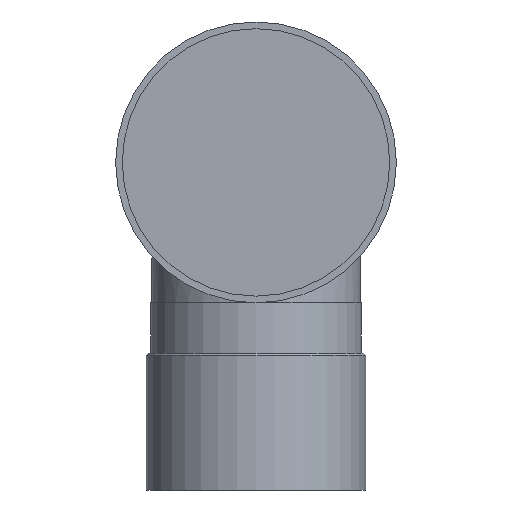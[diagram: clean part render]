
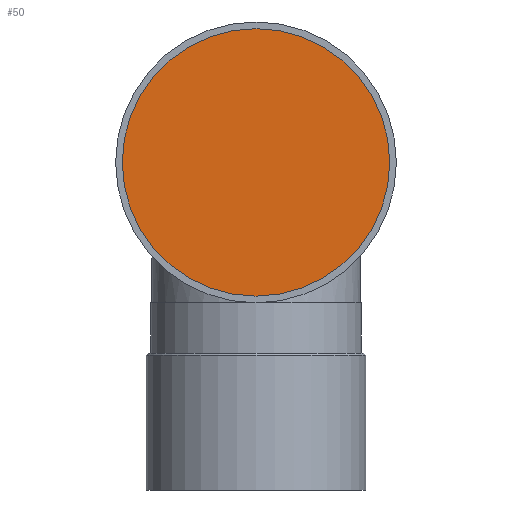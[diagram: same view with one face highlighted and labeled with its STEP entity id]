
A CAD part, front view. The second image highlights one B-rep face of the part: STEP entity #50.
In plain terms, the highlighted planar face has unit normal (0, -1, 0).
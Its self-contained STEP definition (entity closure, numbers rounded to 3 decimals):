
#50 = ADVANCED_FACE( '', ( #116 ), #117, .F. );
#116 = FACE_OUTER_BOUND( '', #209, .T. );
#117 = PLANE( '', #210 );
#209 = EDGE_LOOP( '', ( #300 ) );
#210 = AXIS2_PLACEMENT_3D( '', #301, #302, #303 );
#300 = ORIENTED_EDGE( '', *, *, #424, .F. );
#301 = CARTESIAN_POINT( '', ( 0., -84., 0. ) );
#302 = DIRECTION( '', ( 0., 1., 0. ) );
#303 = DIRECTION( '', ( 0., 0., 1. ) );
#424 = EDGE_CURVE( '', #472, #472, #473, .T. );
#472 = VERTEX_POINT( '', #685 );
#473 = CIRCLE( '', #686, 57.15 );
#685 = CARTESIAN_POINT( '', ( 57.15, -84., 0. ) );
#686 = AXIS2_PLACEMENT_3D( '', #748, #749, #750 );
#748 = CARTESIAN_POINT( '', ( 0., -84., 0. ) );
#749 = DIRECTION( '', ( 0., 1., 0. ) );
#750 = DIRECTION( '', ( 1., 0., 0. ) );
